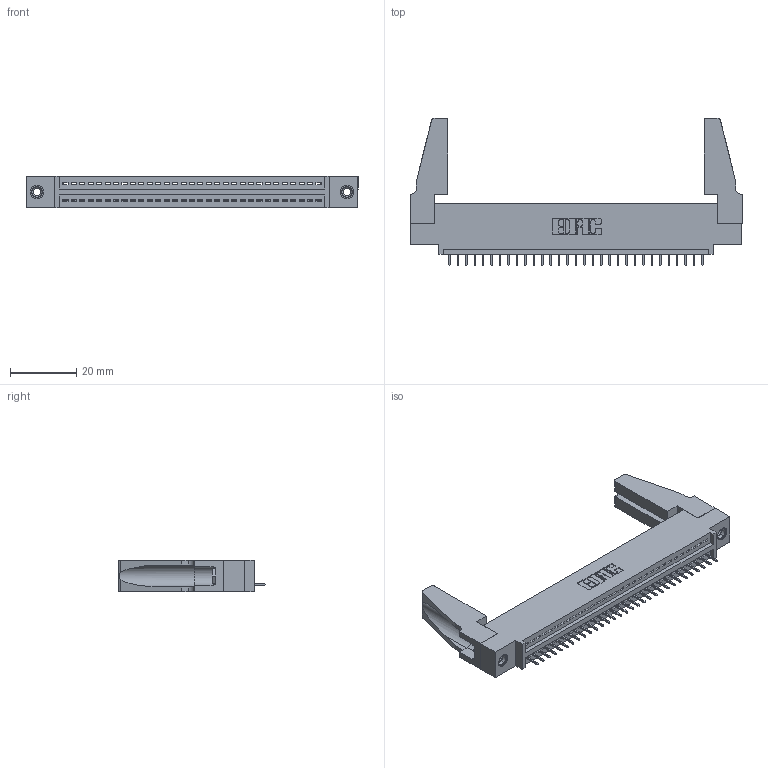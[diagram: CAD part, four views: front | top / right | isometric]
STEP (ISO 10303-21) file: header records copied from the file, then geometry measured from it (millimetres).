
FILE_DESCRIPTION (( 'STEP AP203' ), '1' );
FILE_NAME ('345-031-525-488.STEP', '2020-09-19T13:34:00', ( '' ), ( '' ), 'SwSTEP 2.0', 'SolidWorks 2020', '' );
FILE_SCHEMA (( 'CONFIG_CONTROL_DESIGN' ));
Length unit declared in the file: inch
Products named in the file (5): 345-250-001_345-250-001-102; 345-220-078_345-220-088; 345-031-525-488; 345-292-001_345-293-125; 345 Part_0.110 Offset - 0.156 Dia-TH
Assembly tree (36 placements, depth 2):
  345-031-525-488
    345 Part_0.110 Offset - 0.156 Dia-TH
    345-292-001_345-293-125  x31
    345-250-001_345-250-001-102  x2
    345-220-078_345-220-088  x2
Bounding box: 99.97 x 44.37 x 9.4 mm (x, y, z)
Volume: 12458.1 mm3; surface area: 14873 mm2
Topology: 36 solids, 36 shells, 2176 faces, 6247 edges, 4030 vertices
Faces by surface type: plane 1582, cylinder 578, cone 12, torus 4
Entity records: 27166 total; most frequent: CARTESIAN_POINT 4695, ORIENTED_EDGE 4620, DIRECTION 4124, EDGE_CURVE 2310, VECTOR 2016, LINE 2016, VERTEX_POINT 1530, AXIS2_PLACEMENT_3D 1054
